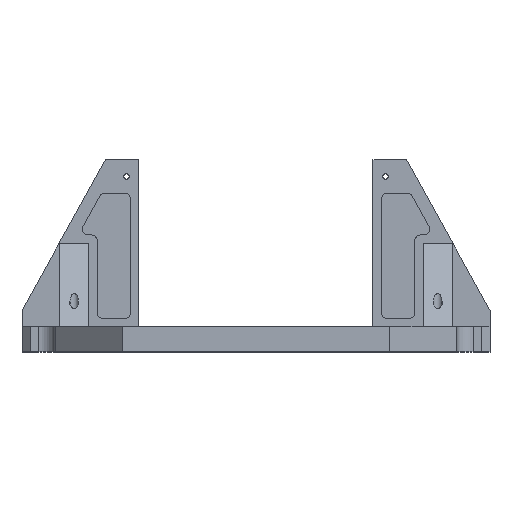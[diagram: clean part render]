
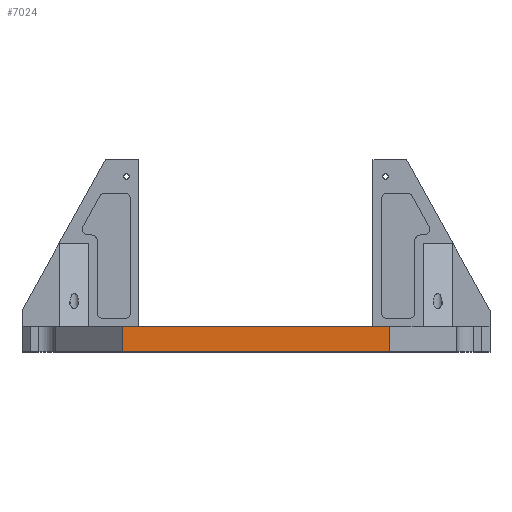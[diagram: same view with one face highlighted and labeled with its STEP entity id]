
A CAD part, top view. The second image highlights one B-rep face of the part: STEP entity #7024.
In plain terms, the highlighted planar face has unit normal (0, 0, 1).
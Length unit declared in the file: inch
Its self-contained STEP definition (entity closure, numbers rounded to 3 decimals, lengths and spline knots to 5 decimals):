
#161=DIRECTION('',(1.,0.,0.));
#162=VECTOR('',#161,16.);
#163=CARTESIAN_POINT('',(4.,0.,32.));
#164=LINE('',#163,#162);
#1191=DIRECTION('',(1.,0.,0.));
#1192=VECTOR('',#1191,16.);
#1193=CARTESIAN_POINT('',(4.,1.5,32.));
#1194=LINE('',#1193,#1192);
#1565=DIRECTION('',(0.,1.,0.));
#1566=VECTOR('',#1565,1.5);
#1567=CARTESIAN_POINT('',(20.,0.,32.));
#1568=LINE('',#1567,#1566);
#1573=DIRECTION('',(0.,1.,0.));
#1574=VECTOR('',#1573,1.5);
#1575=CARTESIAN_POINT('',(4.,0.,32.));
#1576=LINE('',#1575,#1574);
#4233=CARTESIAN_POINT('',(20.,0.,32.));
#4234=CARTESIAN_POINT('',(20.,1.5,32.));
#4235=VERTEX_POINT('',#4233);
#4236=VERTEX_POINT('',#4234);
#4245=CARTESIAN_POINT('',(4.,0.,32.));
#4246=CARTESIAN_POINT('',(4.,1.5,32.));
#4247=VERTEX_POINT('',#4245);
#4248=VERTEX_POINT('',#4246);
#7012=CARTESIAN_POINT('',(0.,0.,32.));
#7013=DIRECTION('',(0.,0.,1.));
#7014=DIRECTION('',(1.,0.,0.));
#7015=AXIS2_PLACEMENT_3D('',#7012,#7013,#7014);
#7016=PLANE('',#7015);
#7017=ORIENTED_EDGE('',*,*,#5524,.F.);
#7019=ORIENTED_EDGE('',*,*,#7018,.T.);
#7020=ORIENTED_EDGE('',*,*,#6298,.T.);
#7021=ORIENTED_EDGE('',*,*,#7006,.F.);
#7022=EDGE_LOOP('',(#7017,#7019,#7020,#7021));
#7023=FACE_OUTER_BOUND('',#7022,.F.);
#7024=ADVANCED_FACE('',(#7023),#7016,.T.);
#5524=EDGE_CURVE('',#4247,#4235,#164,.T.);
#6298=EDGE_CURVE('',#4248,#4236,#1194,.T.);
#7006=EDGE_CURVE('',#4235,#4236,#1568,.T.);
#7018=EDGE_CURVE('',#4247,#4248,#1576,.T.);
